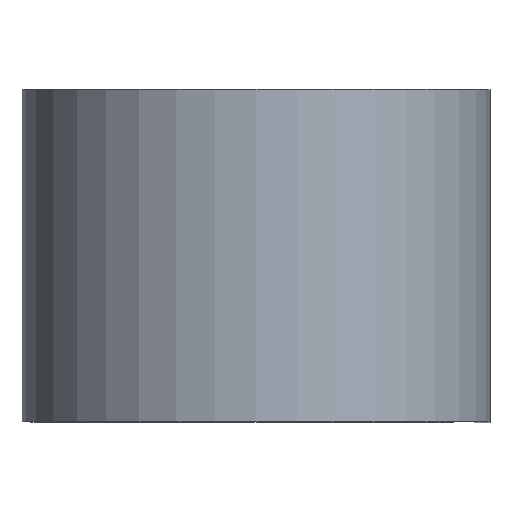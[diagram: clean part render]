
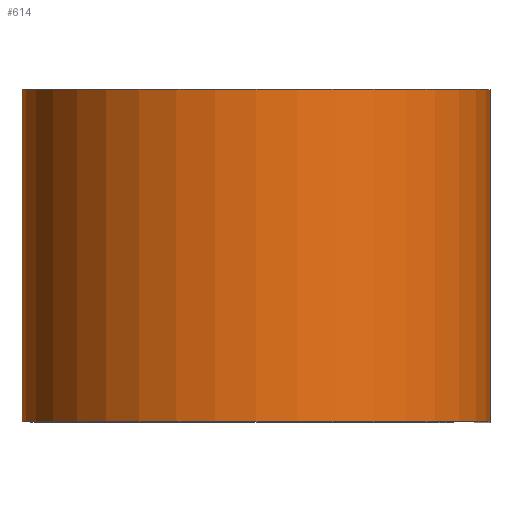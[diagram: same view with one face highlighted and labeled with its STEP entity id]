
A CAD part, top view. The second image highlights one B-rep face of the part: STEP entity #614.
In plain terms, the highlighted cylindrical face has radius 17.882 mm (diameter 35.763 mm), a partial arc.
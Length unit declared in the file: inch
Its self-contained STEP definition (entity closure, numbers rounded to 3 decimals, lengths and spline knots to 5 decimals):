
#9 = DIRECTION ( 'NONE',  ( 1., 0., 0. ) ) ;
#12 = DIRECTION ( 'NONE',  ( 0., 1., 0. ) ) ;
#15 = CARTESIAN_POINT ( 'NONE',  ( 0., 0.5, 0. ) ) ;
#21 = CARTESIAN_POINT ( 'NONE',  ( 0., 0.5, 0. ) ) ;
#27 = VECTOR ( 'NONE', #40, 39.37008 ) ;
#40 = DIRECTION ( 'NONE',  ( 0., -1., 0. ) ) ;
#52 = EDGE_CURVE ( 'NONE', #662, #233, #644, .T. ) ;
#53 = DIRECTION ( 'NONE',  ( 0., -1., 0. ) ) ;
#59 = DIRECTION ( 'NONE',  ( 1., 0., 0. ) ) ;
#60 = DIRECTION ( 'NONE',  ( 0., 1., 0. ) ) ;
#80 = CARTESIAN_POINT ( 'NONE',  ( 0., -0.5, 0. ) ) ;
#115 = ORIENTED_EDGE ( 'NONE', *, *, #704, .F. ) ;
#147 = CARTESIAN_POINT ( 'NONE',  ( 0.704, 0.5, 0. ) ) ;
#215 = ORIENTED_EDGE ( 'NONE', *, *, #408, .F. ) ;
#228 = LINE ( 'NONE', #359, #27 ) ;
#233 = VERTEX_POINT ( 'NONE', #312 ) ;
#257 = VECTOR ( 'NONE', #473, 39.37008 ) ;
#299 = FACE_OUTER_BOUND ( 'NONE', #569, .T. ) ;
#312 = CARTESIAN_POINT ( 'NONE',  ( 0.704, -0.5, 0. ) ) ;
#335 = AXIS2_PLACEMENT_3D ( 'NONE', #15, #12, #9 ) ;
#352 = EDGE_CURVE ( 'NONE', #695, #662, #645, .T. ) ;
#358 = AXIS2_PLACEMENT_3D ( 'NONE', #21, #53, #668 ) ;
#359 = CARTESIAN_POINT ( 'NONE',  ( 0.704, 0.5, 0. ) ) ;
#408 = EDGE_CURVE ( 'NONE', #695, #495, #455, .T. ) ;
#455 = CIRCLE ( 'NONE', #335, 0.704 ) ;
#458 = CARTESIAN_POINT ( 'NONE',  ( 0., 0.5, -0.704 ) ) ;
#470 = CARTESIAN_POINT ( 'NONE',  ( 0., 0.5, -0.704 ) ) ;
#473 = DIRECTION ( 'NONE',  ( 0., -1., 0. ) ) ;
#495 = VERTEX_POINT ( 'NONE', #147 ) ;
#525 = AXIS2_PLACEMENT_3D ( 'NONE', #80, #60, #59 ) ;
#569 = EDGE_LOOP ( 'NONE', ( #642, #115, #215, #585 ) ) ;
#585 = ORIENTED_EDGE ( 'NONE', *, *, #352, .T. ) ;
#592 = CARTESIAN_POINT ( 'NONE',  ( 0., -0.5, -0.704 ) ) ;
#614 = ADVANCED_FACE ( 'NONE', ( #299 ), #686, .T. ) ;
#642 = ORIENTED_EDGE ( 'NONE', *, *, #52, .T. ) ;
#644 = CIRCLE ( 'NONE', #525, 0.704 ) ;
#645 = LINE ( 'NONE', #458, #257 ) ;
#662 = VERTEX_POINT ( 'NONE', #592 ) ;
#668 = DIRECTION ( 'NONE',  ( 0., 0., -1. ) ) ;
#686 = CYLINDRICAL_SURFACE ( 'NONE', #358, 0.704 ) ;
#695 = VERTEX_POINT ( 'NONE', #470 ) ;
#704 = EDGE_CURVE ( 'NONE', #495, #233, #228, .T. ) ;
